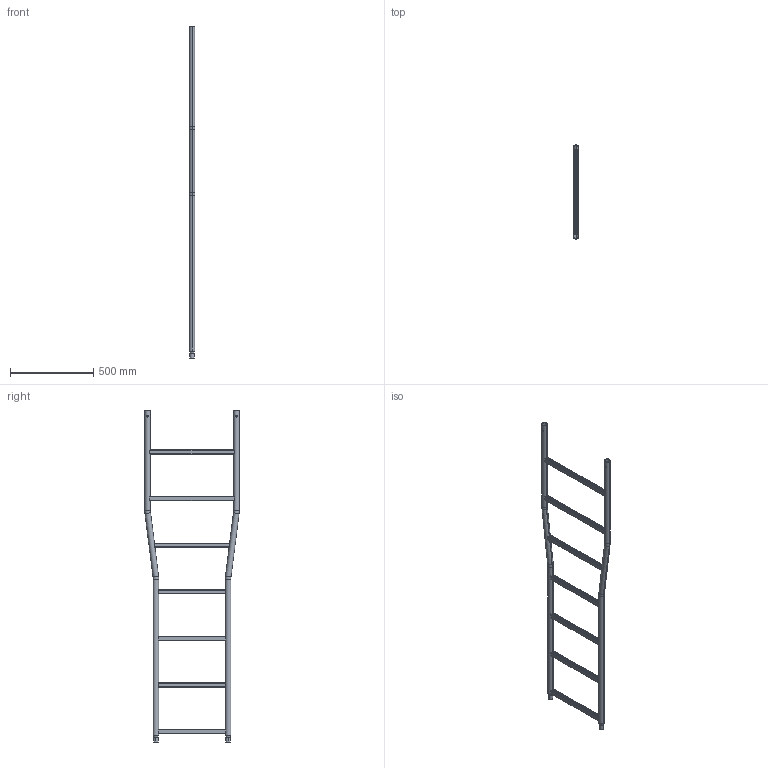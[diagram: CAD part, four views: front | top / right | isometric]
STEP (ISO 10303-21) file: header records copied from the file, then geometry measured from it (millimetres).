
FILE_DESCRIPTION (( 'STEP AP203' ), '1' );
FILE_NAME ('5288050007.STEP', '2024-04-24T13:55:25', ( '' ), ( '' ), 'SwSTEP 2.0', 'SolidWorks 2022', '' );
FILE_SCHEMA (( 'CONFIG_CONTROL_DESIGN' ));
Length unit declared in the file: metre
Products named in the file (1): 5288050007
Bounding box: 33.7 x 567.7 x 1994.96 mm (x, y, z)
Volume: 1213329.2 mm3; surface area: 1378197.9 mm2
Topology: 9 solids, 9 shells, 502 faces, 1426 edges, 928 vertices
Faces by surface type: plane 340, cylinder 138, torus 16, cone 8
Entity records: 16699 total; most frequent: CARTESIAN_POINT 4457, ORIENTED_EDGE 2852, DIRECTION 2256, EDGE_CURVE 1426, VERTEX_POINT 928, VECTOR 882, LINE 882, AXIS2_PLACEMENT_3D 687
